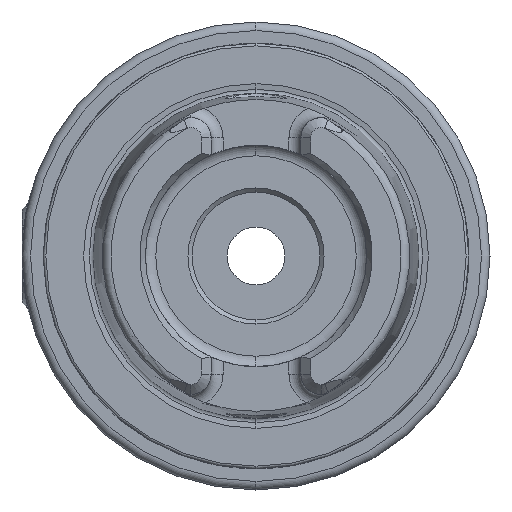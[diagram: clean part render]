
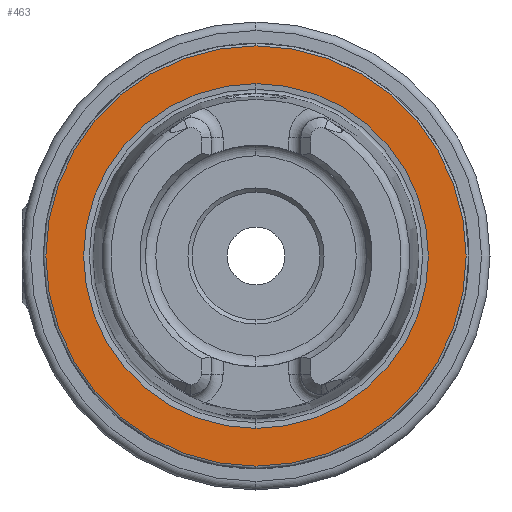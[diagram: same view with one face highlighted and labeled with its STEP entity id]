
A CAD part, left-side view. The second image highlights one B-rep face of the part: STEP entity #463.
In plain terms, the highlighted planar face has unit normal (-1, 0, 0).
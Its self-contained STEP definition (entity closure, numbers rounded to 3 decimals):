
#8 = VERTEX_POINT ( 'NONE', #8528 ) ;
#18 = VERTEX_POINT ( 'NONE', #8564 ) ;
#63 = CARTESIAN_POINT ( 'NONE',  ( 0., 0., -24.7 ) ) ;
#191 = VERTEX_POINT ( 'NONE', #63 ) ;
#463 = ADVANCED_FACE ( 'NONE', ( #2932, #2935 ), #3346, .F. ) ;
#774 = EDGE_CURVE ( 'NONE', #8, #191, #5573, .T. ) ;
#778 = EDGE_CURVE ( 'NONE', #18, #7135, #5576, .T. ) ;
#1543 = EDGE_LOOP ( 'NONE', ( #1815, #1816 ) ) ;
#1552 = EDGE_LOOP ( 'NONE', ( #1813, #1814 ) ) ;
#1813 = ORIENTED_EDGE ( 'NONE', *, *, #2218, .F. ) ;
#1814 = ORIENTED_EDGE ( 'NONE', *, *, #778, .F. ) ;
#1815 = ORIENTED_EDGE ( 'NONE', *, *, #774, .T. ) ;
#1816 = ORIENTED_EDGE ( 'NONE', *, *, #2219, .T. ) ;
#2218 = EDGE_CURVE ( 'NONE', #7135, #18, #7406, .T. ) ;
#2219 = EDGE_CURVE ( 'NONE', #191, #8, #7407, .T. ) ;
#2414 = AXIS2_PLACEMENT_3D ( 'NONE', #3326, #3348, #3349 ) ;
#2932 = FACE_BOUND ( 'NONE', #1552, .T. ) ;
#2935 = FACE_OUTER_BOUND ( 'NONE', #1543, .T. ) ;
#3326 = CARTESIAN_POINT ( 'NONE',  ( 0., 24.7, 0. ) ) ;
#3346 = PLANE ( 'NONE',  #2414 ) ;
#3348 = DIRECTION ( 'NONE',  ( 1., 0., 0. ) ) ;
#3349 = DIRECTION ( 'NONE',  ( 0., 0., -1. ) ) ;
#3800 = AXIS2_PLACEMENT_3D ( 'NONE', #5414, #5415, #5416 ) ;
#3803 = AXIS2_PLACEMENT_3D ( 'NONE', #5425, #5426, #5427 ) ;
#5414 = CARTESIAN_POINT ( 'NONE',  ( 0., 0., 0. ) ) ;
#5415 = DIRECTION ( 'NONE',  ( -1., 0., 0. ) ) ;
#5416 = DIRECTION ( 'NONE',  ( 0., 0., 1. ) ) ;
#5425 = CARTESIAN_POINT ( 'NONE',  ( 0., 0., 0. ) ) ;
#5426 = DIRECTION ( 'NONE',  ( -1., 0., 0. ) ) ;
#5427 = DIRECTION ( 'NONE',  ( 0., 0., 1. ) ) ;
#5573 = CIRCLE ( 'NONE', #3800, 24.7 ) ;
#5576 = CIRCLE ( 'NONE', #3803, 20.258 ) ;
#6458 = AXIS2_PLACEMENT_3D ( 'NONE', #7754, #7755, #7756 ) ;
#6459 = AXIS2_PLACEMENT_3D ( 'NONE', #7757, #7758, #7759 ) ;
#7135 = VERTEX_POINT ( 'NONE', #8318 ) ;
#7406 = CIRCLE ( 'NONE', #6458, 20.258 ) ;
#7407 = CIRCLE ( 'NONE', #6459, 24.7 ) ;
#7754 = CARTESIAN_POINT ( 'NONE',  ( 0., 0., 0. ) ) ;
#7755 = DIRECTION ( 'NONE',  ( -1., 0., 0. ) ) ;
#7756 = DIRECTION ( 'NONE',  ( 0., 0., 1. ) ) ;
#7757 = CARTESIAN_POINT ( 'NONE',  ( 0., 0., 0. ) ) ;
#7758 = DIRECTION ( 'NONE',  ( -1., 0., 0. ) ) ;
#7759 = DIRECTION ( 'NONE',  ( 0., 0., 1. ) ) ;
#8318 = CARTESIAN_POINT ( 'NONE',  ( 0., 0., 20.258 ) ) ;
#8528 = CARTESIAN_POINT ( 'NONE',  ( 0., 0., 24.7 ) ) ;
#8564 = CARTESIAN_POINT ( 'NONE',  ( 0., 0., -20.258 ) ) ;
